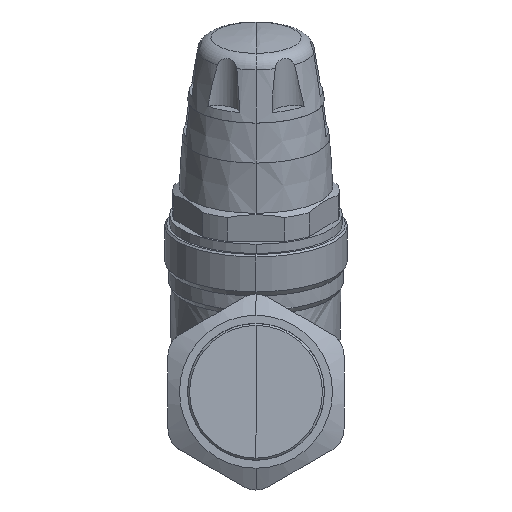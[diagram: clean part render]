
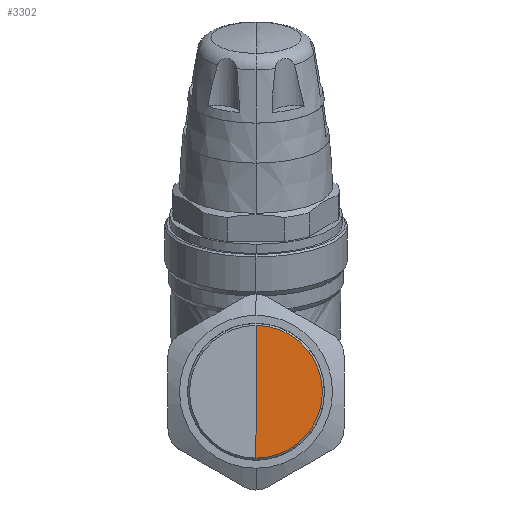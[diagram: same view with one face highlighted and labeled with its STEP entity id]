
A CAD part, left-side view. The second image highlights one B-rep face of the part: STEP entity #3302.
In plain terms, the highlighted planar face has unit normal (-1, 0, 0).
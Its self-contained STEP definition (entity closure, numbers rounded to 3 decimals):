
#435=FACE_OUTER_BOUND($,#643,.T.);
#643=EDGE_LOOP($,(#2402,#2403,#2404));
#862=LINE($,#5249,#1049);
#863=LINE($,#5250,#1050);
#1049=VECTOR($,#4099,20.35);
#1050=VECTOR($,#4100,20.35);
#1192=CIRCLE($,#3545,20.35);
#1382=VERTEX_POINT($,#5220);
#1383=VERTEX_POINT($,#5221);
#1386=VERTEX_POINT($,#5248);
#1757=EDGE_CURVE($,#1382,#1383,#1192,.T.);
#1771=EDGE_CURVE($,#1386,#1383,#862,.T.);
#1772=EDGE_CURVE($,#1382,#1386,#863,.T.);
#2402=ORIENTED_EDGE($,*,*,#1771,.F.);
#2403=ORIENTED_EDGE($,*,*,#1772,.F.);
#2404=ORIENTED_EDGE($,*,*,#1757,.T.);
#3182=PLANE($,#3564);
#3302=ADVANCED_FACE($,(#435),#3182,.T.);
#3545=AXIS2_PLACEMENT_3D($,#5222,#4055,#4056);
#3564=AXIS2_PLACEMENT_3D($,#5247,#4097,#4098);
#4055=DIRECTION('center_axis',(-1.,0.,0.));
#4056=DIRECTION('ref_axis',(0.,0.588,0.809));
#4097=DIRECTION('center_axis',(-1.,0.,0.));
#4098=DIRECTION('ref_axis',(0.,0.,1.));
#4099=DIRECTION($,(0.,0.,1.));
#4100=DIRECTION($,(0.,0.,1.));
#5220=CARTESIAN_POINT('',(-103.744,0.,-20.35));
#5221=CARTESIAN_POINT('',(-103.744,0.,20.35));
#5222=CARTESIAN_POINT('Origin',(-103.744,0.,
0.));
#5247=CARTESIAN_POINT('Origin',(-103.744,0.,0.));
#5248=CARTESIAN_POINT('',(-103.744,0.,0.));
#5249=CARTESIAN_POINT($,(-103.744,0.,0.));
#5250=CARTESIAN_POINT($,(-103.744,0.,-20.35));
